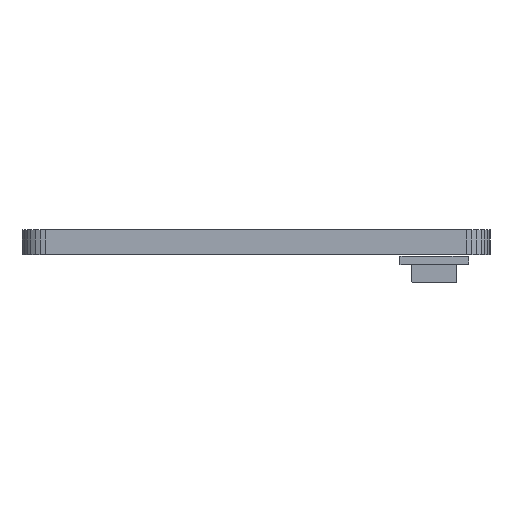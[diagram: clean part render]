
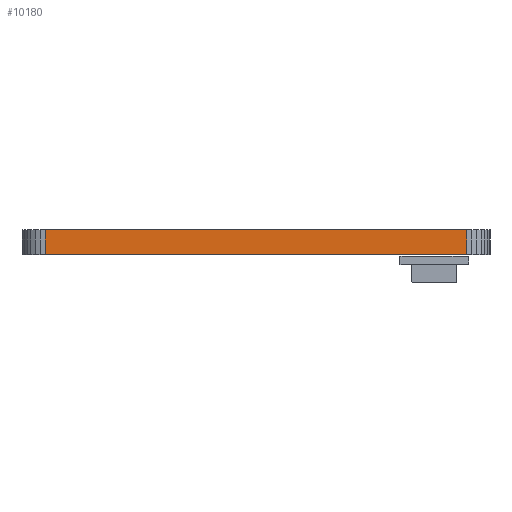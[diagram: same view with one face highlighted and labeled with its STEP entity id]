
A CAD part, front view. The second image highlights one B-rep face of the part: STEP entity #10180.
In plain terms, the highlighted planar face has unit normal (0, -1, 0).
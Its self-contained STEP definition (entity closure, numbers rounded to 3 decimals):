
#7291 = PLANE('',#7292);
#7292 = AXIS2_PLACEMENT_3D('',#7293,#7294,#7295);
#7293 = CARTESIAN_POINT('',(0.,0.,0.8)
  );
#7294 = DIRECTION('',(-0.,-0.,-1.));
#7295 = DIRECTION('',(-1.,0.,0.));
#7345 = PLANE('',#7346);
#7346 = AXIS2_PLACEMENT_3D('',#7347,#7348,#7349);
#7347 = CARTESIAN_POINT('',(0.,0.,0.)
  );
#7348 = DIRECTION('',(-0.,-0.,-1.));
#7349 = DIRECTION('',(-1.,0.,0.));
#7818 = VERTEX_POINT('',#7819);
#7819 = CARTESIAN_POINT('',(6.75,-7.875,0.));
#7833 = PLANE('',#7834);
#7834 = AXIS2_PLACEMENT_3D('',#7835,#7836,#7837);
#7835 = CARTESIAN_POINT('',(6.917,-7.856,0.));
#7836 = DIRECTION('',(0.112,-0.994,0.));
#7837 = DIRECTION('',(-0.994,-0.112,0.));
#7845 = EDGE_CURVE('',#7818,#7846,#7848,.T.);
#7846 = VERTEX_POINT('',#7847);
#7847 = CARTESIAN_POINT('',(-6.75,-7.875,0.));
#7848 = SURFACE_CURVE('',#7849,(#7853,#7860),.PCURVE_S1.);
#7849 = LINE('',#7850,#7851);
#7850 = CARTESIAN_POINT('',(6.75,-7.875,0.));
#7851 = VECTOR('',#7852,1.);
#7852 = DIRECTION('',(-1.,0.,0.));
#7853 = PCURVE('',#7345,#7854);
#7854 = DEFINITIONAL_REPRESENTATION('',(#7855),#7859);
#7855 = LINE('',#7856,#7857);
#7856 = CARTESIAN_POINT('',(-6.75,-7.875));
#7857 = VECTOR('',#7858,1.);
#7858 = DIRECTION('',(1.,0.));
#7859 = ( GEOMETRIC_REPRESENTATION_CONTEXT(2) 
PARAMETRIC_REPRESENTATION_CONTEXT() REPRESENTATION_CONTEXT('2D SPACE',''
  ) );
#7860 = PCURVE('',#7861,#7866);
#7861 = PLANE('',#7862);
#7862 = AXIS2_PLACEMENT_3D('',#7863,#7864,#7865);
#7863 = CARTESIAN_POINT('',(6.75,-7.875,0.));
#7864 = DIRECTION('',(0.,-1.,0.));
#7865 = DIRECTION('',(-1.,0.,0.));
#7866 = DEFINITIONAL_REPRESENTATION('',(#7867),#7871);
#7867 = LINE('',#7868,#7869);
#7868 = CARTESIAN_POINT('',(0.,-0.));
#7869 = VECTOR('',#7870,1.);
#7870 = DIRECTION('',(1.,0.));
#7871 = ( GEOMETRIC_REPRESENTATION_CONTEXT(2) 
PARAMETRIC_REPRESENTATION_CONTEXT() REPRESENTATION_CONTEXT('2D SPACE',''
  ) );
#7889 = PLANE('',#7890);
#7890 = AXIS2_PLACEMENT_3D('',#7891,#7892,#7893);
#7891 = CARTESIAN_POINT('',(-6.75,-7.875,0.));
#7892 = DIRECTION('',(-0.112,-0.994,0.));
#7893 = DIRECTION('',(-0.994,0.112,0.));
#8854 = VERTEX_POINT('',#8855);
#8855 = CARTESIAN_POINT('',(6.75,-7.875,0.8));
#8876 = EDGE_CURVE('',#8854,#8877,#8879,.T.);
#8877 = VERTEX_POINT('',#8878);
#8878 = CARTESIAN_POINT('',(-6.75,-7.875,0.8));
#8879 = SURFACE_CURVE('',#8880,(#8884,#8891),.PCURVE_S1.);
#8880 = LINE('',#8881,#8882);
#8881 = CARTESIAN_POINT('',(6.75,-7.875,0.8));
#8882 = VECTOR('',#8883,1.);
#8883 = DIRECTION('',(-1.,0.,0.));
#8884 = PCURVE('',#7291,#8885);
#8885 = DEFINITIONAL_REPRESENTATION('',(#8886),#8890);
#8886 = LINE('',#8887,#8888);
#8887 = CARTESIAN_POINT('',(-6.75,-7.875));
#8888 = VECTOR('',#8889,1.);
#8889 = DIRECTION('',(1.,0.));
#8890 = ( GEOMETRIC_REPRESENTATION_CONTEXT(2) 
PARAMETRIC_REPRESENTATION_CONTEXT() REPRESENTATION_CONTEXT('2D SPACE',''
  ) );
#8891 = PCURVE('',#7861,#8892);
#8892 = DEFINITIONAL_REPRESENTATION('',(#8893),#8897);
#8893 = LINE('',#8894,#8895);
#8894 = CARTESIAN_POINT('',(0.,-0.8));
#8895 = VECTOR('',#8896,1.);
#8896 = DIRECTION('',(1.,0.));
#8897 = ( GEOMETRIC_REPRESENTATION_CONTEXT(2) 
PARAMETRIC_REPRESENTATION_CONTEXT() REPRESENTATION_CONTEXT('2D SPACE',''
  ) );
#10132 = EDGE_CURVE('',#7818,#8854,#10133,.T.);
#10133 = SURFACE_CURVE('',#10134,(#10138,#10145),.PCURVE_S1.);
#10134 = LINE('',#10135,#10136);
#10135 = CARTESIAN_POINT('',(6.75,-7.875,0.));
#10136 = VECTOR('',#10137,1.);
#10137 = DIRECTION('',(0.,0.,1.));
#10138 = PCURVE('',#7833,#10139);
#10139 = DEFINITIONAL_REPRESENTATION('',(#10140),#10144);
#10140 = LINE('',#10141,#10142);
#10141 = CARTESIAN_POINT('',(0.168,0.));
#10142 = VECTOR('',#10143,1.);
#10143 = DIRECTION('',(0.,-1.));
#10144 = ( GEOMETRIC_REPRESENTATION_CONTEXT(2) 
PARAMETRIC_REPRESENTATION_CONTEXT() REPRESENTATION_CONTEXT('2D SPACE',''
  ) );
#10145 = PCURVE('',#7861,#10146);
#10146 = DEFINITIONAL_REPRESENTATION('',(#10147),#10151);
#10147 = LINE('',#10148,#10149);
#10148 = CARTESIAN_POINT('',(0.,-0.));
#10149 = VECTOR('',#10150,1.);
#10150 = DIRECTION('',(0.,-1.));
#10151 = ( GEOMETRIC_REPRESENTATION_CONTEXT(2) 
PARAMETRIC_REPRESENTATION_CONTEXT() REPRESENTATION_CONTEXT('2D SPACE',''
  ) );
#10180 = ADVANCED_FACE('',(#10181),#7861,.T.);
#10181 = FACE_BOUND('',#10182,.T.);
#10182 = EDGE_LOOP('',(#10183,#10184,#10185,#10206));
#10183 = ORIENTED_EDGE('',*,*,#10132,.T.);
#10184 = ORIENTED_EDGE('',*,*,#8876,.T.);
#10185 = ORIENTED_EDGE('',*,*,#10186,.F.);
#10186 = EDGE_CURVE('',#7846,#8877,#10187,.T.);
#10187 = SURFACE_CURVE('',#10188,(#10192,#10199),.PCURVE_S1.);
#10188 = LINE('',#10189,#10190);
#10189 = CARTESIAN_POINT('',(-6.75,-7.875,0.));
#10190 = VECTOR('',#10191,1.);
#10191 = DIRECTION('',(0.,0.,1.));
#10192 = PCURVE('',#7861,#10193);
#10193 = DEFINITIONAL_REPRESENTATION('',(#10194),#10198);
#10194 = LINE('',#10195,#10196);
#10195 = CARTESIAN_POINT('',(13.5,0.));
#10196 = VECTOR('',#10197,1.);
#10197 = DIRECTION('',(0.,-1.));
#10198 = ( GEOMETRIC_REPRESENTATION_CONTEXT(2) 
PARAMETRIC_REPRESENTATION_CONTEXT() REPRESENTATION_CONTEXT('2D SPACE',''
  ) );
#10199 = PCURVE('',#7889,#10200);
#10200 = DEFINITIONAL_REPRESENTATION('',(#10201),#10205);
#10201 = LINE('',#10202,#10203);
#10202 = CARTESIAN_POINT('',(0.,0.));
#10203 = VECTOR('',#10204,1.);
#10204 = DIRECTION('',(0.,-1.));
#10205 = ( GEOMETRIC_REPRESENTATION_CONTEXT(2) 
PARAMETRIC_REPRESENTATION_CONTEXT() REPRESENTATION_CONTEXT('2D SPACE',''
  ) );
#10206 = ORIENTED_EDGE('',*,*,#7845,.F.);
